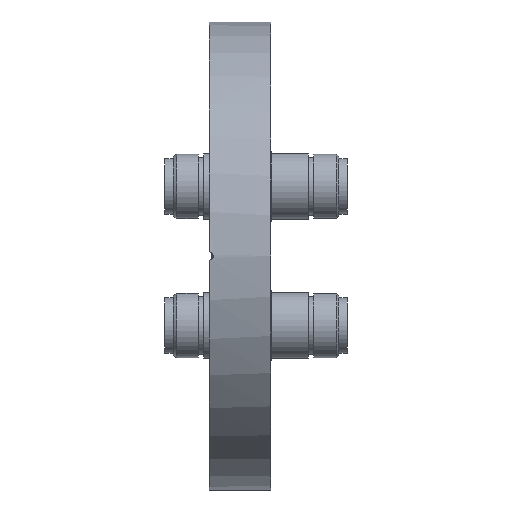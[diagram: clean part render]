
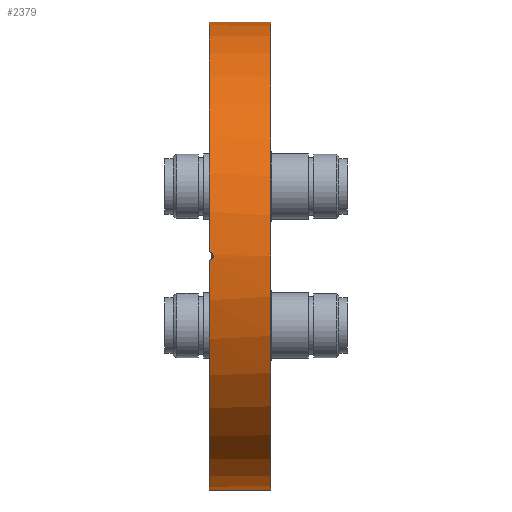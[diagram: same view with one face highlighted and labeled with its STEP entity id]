
A CAD part, left-side view. The second image highlights one B-rep face of the part: STEP entity #2379.
In plain terms, the highlighted cylindrical face has radius 57.15 mm (diameter 114.3 mm), a partial arc.
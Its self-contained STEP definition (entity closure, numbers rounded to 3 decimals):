
#13 = DIRECTION ( 'NONE',  ( 0., 0., 1. ) ) ;
#228 = EDGE_LOOP ( 'NONE', ( #2969, #2909, #2404, #2856, #992, #1856 ) ) ;
#294 = CARTESIAN_POINT ( 'NONE',  ( -57.141, -0.264, -1. ) ) ;
#311 = CARTESIAN_POINT ( 'NONE',  ( -57.147, -0.799, 0.615 ) ) ;
#389 = CARTESIAN_POINT ( 'NONE',  ( 0., -15., -57.15 ) ) ;
#390 = CARTESIAN_POINT ( 'NONE',  ( 0., 0., -57.15 ) ) ;
#526 = EDGE_CURVE ( 'NONE', #3262, #891, #1933, .T. ) ;
#545 = CARTESIAN_POINT ( 'NONE',  ( -57.143, -0.521, -0.893 ) ) ;
#548 = EDGE_CURVE ( 'NONE', #3070, #1553, #1084, .T. ) ;
#563 = VERTEX_POINT ( 'NONE', #2687 ) ;
#574 = CARTESIAN_POINT ( 'NONE',  ( -57.15, -0.974, 0.263 ) ) ;
#584 = VECTOR ( 'NONE', #1705, 1000. ) ;
#659 = LINE ( 'NONE', #389, #584 ) ;
#684 = CYLINDRICAL_SURFACE ( 'NONE', #2496, 57.15 ) ;
#733 = B_SPLINE_CURVE_WITH_KNOTS ( 'NONE', 3,
 ( #1101, #2475, #1638, #2688, #2725, #311, #1344, #574, #1885, #1900, #2186, #1385, #1129, #545, #294, #1606 ),
 .UNSPECIFIED., .F., .F.,
 ( 4, 2, 2, 2, 2, 2, 2, 4 ),
 ( 0., 0., 0.001, 0.001, 0.002, 0.002, 0.002, 0.003 ),
 .UNSPECIFIED. ) ;
#768 = EDGE_CURVE ( 'NONE', #1280, #3262, #659, .T. ) ;
#891 = VERTEX_POINT ( 'NONE', #2646 ) ;
#893 = CIRCLE ( 'NONE', #1289, 57.15 ) ;
#974 = DIRECTION ( 'NONE',  ( 0., 1., 0. ) ) ;
#992 = ORIENTED_EDGE ( 'NONE', *, *, #3143, .T. ) ;
#1084 = LINE ( 'NONE', #1865, #1880 ) ;
#1101 = CARTESIAN_POINT ( 'NONE',  ( -57.141, 0., 1. ) ) ;
#1129 = CARTESIAN_POINT ( 'NONE',  ( -57.147, -0.801, -0.613 ) ) ;
#1191 = DIRECTION ( 'NONE',  ( 0., 0., 1. ) ) ;
#1280 = VERTEX_POINT ( 'NONE', #1821 ) ;
#1289 = AXIS2_PLACEMENT_3D ( 'NONE', #1570, #974, #1512 ) ;
#1314 = CIRCLE ( 'NONE', #1493, 57.15 ) ;
#1344 = CARTESIAN_POINT ( 'NONE',  ( -57.148, -0.874, 0.503 ) ) ;
#1385 = CARTESIAN_POINT ( 'NONE',  ( -57.148, -0.874, -0.503 ) ) ;
#1493 = AXIS2_PLACEMENT_3D ( 'NONE', #1507, #2572, #1191 ) ;
#1507 = CARTESIAN_POINT ( 'NONE',  ( 0., -15., 0. ) ) ;
#1512 = DIRECTION ( 'NONE',  ( 0., 0., 1. ) ) ;
#1524 = CARTESIAN_POINT ( 'NONE',  ( 0., 0., 0. ) ) ;
#1553 = VERTEX_POINT ( 'NONE', #1923 ) ;
#1570 = CARTESIAN_POINT ( 'NONE',  ( 0., 0., 0. ) ) ;
#1606 = CARTESIAN_POINT ( 'NONE',  ( -57.141, 0., -1. ) ) ;
#1638 = CARTESIAN_POINT ( 'NONE',  ( -57.142, -0.262, 0.974 ) ) ;
#1705 = DIRECTION ( 'NONE',  ( 0., 1., 0. ) ) ;
#1746 = DIRECTION ( 'NONE',  ( 0., 0., 1. ) ) ;
#1821 = CARTESIAN_POINT ( 'NONE',  ( 0., -15., -57.15 ) ) ;
#1856 = ORIENTED_EDGE ( 'NONE', *, *, #526, .F. ) ;
#1865 = CARTESIAN_POINT ( 'NONE',  ( 0., -15., 57.15 ) ) ;
#1880 = VECTOR ( 'NONE', #2424, 1000. ) ;
#1885 = CARTESIAN_POINT ( 'NONE',  ( -57.15, -1., 0.131 ) ) ;
#1900 = CARTESIAN_POINT ( 'NONE',  ( -57.15, -1., -0.13 ) ) ;
#1923 = CARTESIAN_POINT ( 'NONE',  ( 0., 0., 57.15 ) ) ;
#1933 = CIRCLE ( 'NONE', #2215, 57.15 ) ;
#2147 = EDGE_CURVE ( 'NONE', #1280, #3070, #1314, .T. ) ;
#2186 = CARTESIAN_POINT ( 'NONE',  ( -57.15, -0.974, -0.261 ) ) ;
#2215 = AXIS2_PLACEMENT_3D ( 'NONE', #1524, #3281, #13 ) ;
#2379 = ADVANCED_FACE ( 'NONE', ( #2816 ), #684, .T. ) ;
#2404 = ORIENTED_EDGE ( 'NONE', *, *, #548, .T. ) ;
#2424 = DIRECTION ( 'NONE',  ( 0., 1., 0. ) ) ;
#2475 = CARTESIAN_POINT ( 'NONE',  ( -57.141, -0.132, 1. ) ) ;
#2496 = AXIS2_PLACEMENT_3D ( 'NONE', #2855, #3075, #1746 ) ;
#2572 = DIRECTION ( 'NONE',  ( 0., 1., 0. ) ) ;
#2646 = CARTESIAN_POINT ( 'NONE',  ( -57.141, 0., -1. ) ) ;
#2687 = CARTESIAN_POINT ( 'NONE',  ( -57.141, 0., 1. ) ) ;
#2688 = CARTESIAN_POINT ( 'NONE',  ( -57.143, -0.504, 0.874 ) ) ;
#2725 = CARTESIAN_POINT ( 'NONE',  ( -57.144, -0.615, 0.799 ) ) ;
#2816 = FACE_OUTER_BOUND ( 'NONE', #228, .T. ) ;
#2855 = CARTESIAN_POINT ( 'NONE',  ( 0., -15., 0. ) ) ;
#2856 = ORIENTED_EDGE ( 'NONE', *, *, #2982, .F. ) ;
#2909 = ORIENTED_EDGE ( 'NONE', *, *, #2147, .T. ) ;
#2969 = ORIENTED_EDGE ( 'NONE', *, *, #768, .F. ) ;
#2982 = EDGE_CURVE ( 'NONE', #563, #1553, #893, .T. ) ;
#3070 = VERTEX_POINT ( 'NONE', #3177 ) ;
#3075 = DIRECTION ( 'NONE',  ( 0., 1., 0. ) ) ;
#3143 = EDGE_CURVE ( 'NONE', #563, #891, #733, .T. ) ;
#3177 = CARTESIAN_POINT ( 'NONE',  ( 0., -15., 57.15 ) ) ;
#3262 = VERTEX_POINT ( 'NONE', #390 ) ;
#3281 = DIRECTION ( 'NONE',  ( 0., 1., 0. ) ) ;
